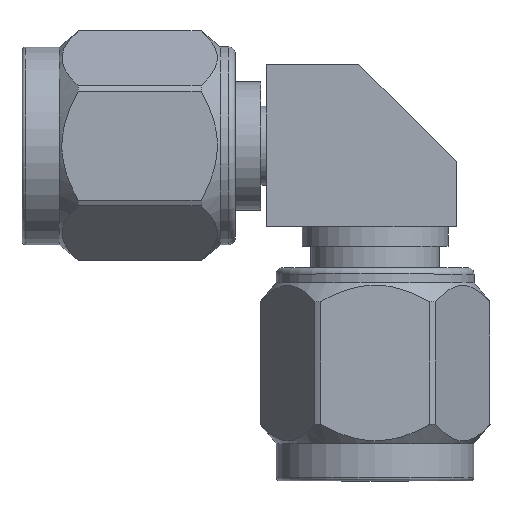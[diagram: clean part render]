
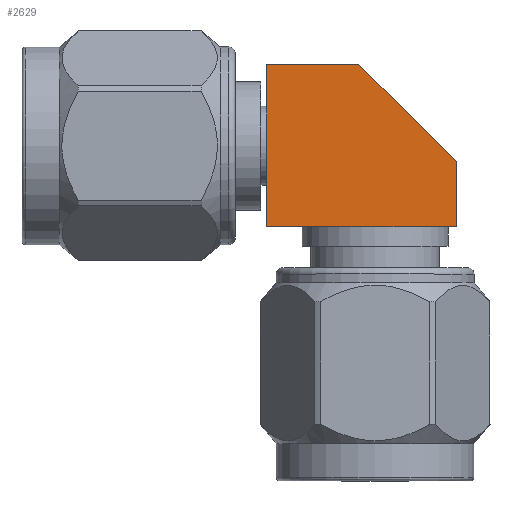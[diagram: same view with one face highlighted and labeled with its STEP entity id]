
A CAD part, top view. The second image highlights one B-rep face of the part: STEP entity #2629.
In plain terms, the highlighted planar face has unit normal (0, 0, 1).
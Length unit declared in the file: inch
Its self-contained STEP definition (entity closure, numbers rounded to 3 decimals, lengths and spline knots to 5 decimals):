
#40 = VECTOR ( 'NONE', #2191, 39.37008 ) ;
#63 = ORIENTED_EDGE ( 'NONE', *, *, #3929, .T. ) ;
#78 = DIRECTION ( 'NONE',  ( -1., 0., 0. ) ) ;
#116 = DIRECTION ( 'NONE',  ( 0., 1., 0. ) ) ;
#630 = LINE ( 'NONE', #3641, #1064 ) ;
#759 = CARTESIAN_POINT ( 'NONE',  ( -0.125, -0.125, 0.125 ) ) ;
#813 = EDGE_CURVE ( 'NONE', #2720, #2446, #3773, .T. ) ;
#817 = EDGE_LOOP ( 'NONE', ( #2437, #63, #3457, #1290, #1638 ) ) ;
#935 = VERTEX_POINT ( 'NONE', #1115 ) ;
#1064 = VECTOR ( 'NONE', #2934, 39.37008 ) ;
#1110 = CARTESIAN_POINT ( 'NONE',  ( 0.125, -0.125, 0.125 ) ) ;
#1115 = CARTESIAN_POINT ( 'NONE',  ( -0.16737, 0.125, 0.125 ) ) ;
#1157 = CARTESIAN_POINT ( 'NONE',  ( -0.125, 0.125, 0.125 ) ) ;
#1290 = ORIENTED_EDGE ( 'NONE', *, *, #4010, .F. ) ;
#1331 = LINE ( 'NONE', #1157, #40 ) ;
#1440 = VECTOR ( 'NONE', #3915, 39.37008 ) ;
#1638 = ORIENTED_EDGE ( 'NONE', *, *, #2689, .T. ) ;
#1714 = CARTESIAN_POINT ( 'NONE',  ( -0.025, 0.125, 0.125 ) ) ;
#1763 = CARTESIAN_POINT ( 'NONE',  ( 0.125, -0.125, 0.125 ) ) ;
#1911 = AXIS2_PLACEMENT_3D ( 'NONE', #3171, #2496, #78 ) ;
#2010 = VERTEX_POINT ( 'NONE', #1714 ) ;
#2135 = VECTOR ( 'NONE', #3000, 39.37008 ) ;
#2191 = DIRECTION ( 'NONE',  ( -1., 0., 0. ) ) ;
#2302 = CARTESIAN_POINT ( 'NONE',  ( -0.16737, -0.125, 0.125 ) ) ;
#2434 = VERTEX_POINT ( 'NONE', #3771 ) ;
#2437 = ORIENTED_EDGE ( 'NONE', *, *, #813, .T. ) ;
#2446 = VERTEX_POINT ( 'NONE', #4413 ) ;
#2496 = DIRECTION ( 'NONE',  ( 0., 0., -1. ) ) ;
#2596 = EDGE_CURVE ( 'NONE', #2010, #935, #1331, .T. ) ;
#2629 = ADVANCED_FACE ( 'NONE', ( #3592 ), #2820, .F. ) ;
#2689 = EDGE_CURVE ( 'NONE', #2434, #2720, #4179, .T. ) ;
#2720 = VERTEX_POINT ( 'NONE', #1110 ) ;
#2820 = PLANE ( 'NONE',  #1911 ) ;
#2934 = DIRECTION ( 'NONE',  ( -0.707, 0.707, 0. ) ) ;
#3000 = DIRECTION ( 'NONE',  ( 0., 1., 0. ) ) ;
#3171 = CARTESIAN_POINT ( 'NONE',  ( 0., 0., 0.125 ) ) ;
#3328 = VECTOR ( 'NONE', #116, 39.37008 ) ;
#3457 = ORIENTED_EDGE ( 'NONE', *, *, #2596, .T. ) ;
#3592 = FACE_OUTER_BOUND ( 'NONE', #817, .T. ) ;
#3641 = CARTESIAN_POINT ( 'NONE',  ( -0.025, 0.125, 0.125 ) ) ;
#3771 = CARTESIAN_POINT ( 'NONE',  ( -0.16737, -0.125, 0.125 ) ) ;
#3773 = LINE ( 'NONE', #1763, #3328 ) ;
#3915 = DIRECTION ( 'NONE',  ( 1., 0., 0. ) ) ;
#3919 = LINE ( 'NONE', #2302, #2135 ) ;
#3929 = EDGE_CURVE ( 'NONE', #2446, #2010, #630, .T. ) ;
#4010 = EDGE_CURVE ( 'NONE', #2434, #935, #3919, .T. ) ;
#4179 = LINE ( 'NONE', #759, #1440 ) ;
#4413 = CARTESIAN_POINT ( 'NONE',  ( 0.125, -0.025, 0.125 ) ) ;
